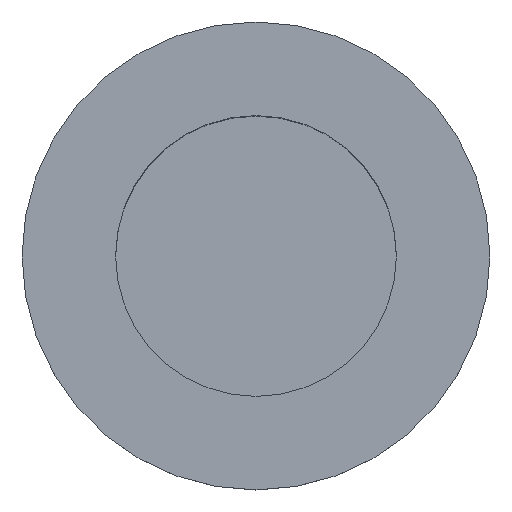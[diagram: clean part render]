
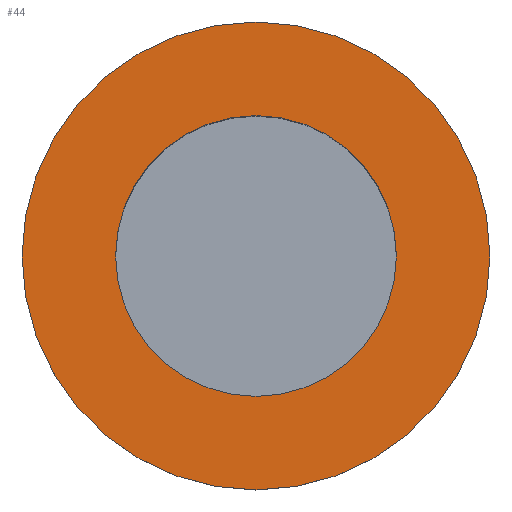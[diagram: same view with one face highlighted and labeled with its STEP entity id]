
A CAD part, top view. The second image highlights one B-rep face of the part: STEP entity #44.
In plain terms, the highlighted planar face has unit normal (0, 0, 1).
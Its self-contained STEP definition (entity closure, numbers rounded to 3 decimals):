
#44 = ADVANCED_FACE( '', ( #87, #88 ), #89, .F. );
#87 = FACE_BOUND( '', #124, .T. );
#88 = FACE_OUTER_BOUND( '', #125, .T. );
#89 = PLANE( '', #126 );
#124 = EDGE_LOOP( '', ( #167 ) );
#125 = EDGE_LOOP( '', ( #168 ) );
#126 = AXIS2_PLACEMENT_3D( '', #169, #170, #171 );
#167 = ORIENTED_EDGE( '', *, *, #190, .T. );
#168 = ORIENTED_EDGE( '', *, *, #184, .T. );
#169 = CARTESIAN_POINT( '', ( 5.25, 0., 7.5 ) );
#170 = DIRECTION( '', ( 0., 0., -1. ) );
#171 = DIRECTION( '', ( -1., 0., 0. ) );
#184 = EDGE_CURVE( '', #202, #202, #203, .T. );
#190 = EDGE_CURVE( '', #211, #211, #212, .T. );
#202 = VERTEX_POINT( '', #224 );
#203 = CIRCLE( '', #225, 5.25 );
#211 = VERTEX_POINT( '', #233 );
#212 = CIRCLE( '', #234, 3.15 );
#224 = CARTESIAN_POINT( '', ( 5.25, 0., 7.5 ) );
#225 = AXIS2_PLACEMENT_3D( '', #246, #247, #248 );
#233 = CARTESIAN_POINT( '', ( 0., -3.15, 7.5 ) );
#234 = AXIS2_PLACEMENT_3D( '', #255, #256, #257 );
#246 = CARTESIAN_POINT( '', ( 0., 0., 7.5 ) );
#247 = DIRECTION( '', ( 0., 0., 1. ) );
#248 = DIRECTION( '', ( 1., 0., 0. ) );
#255 = CARTESIAN_POINT( '', ( 0., 0., 7.5 ) );
#256 = DIRECTION( '', ( 0., 0., -1. ) );
#257 = DIRECTION( '', ( 0., -1., 0. ) );
